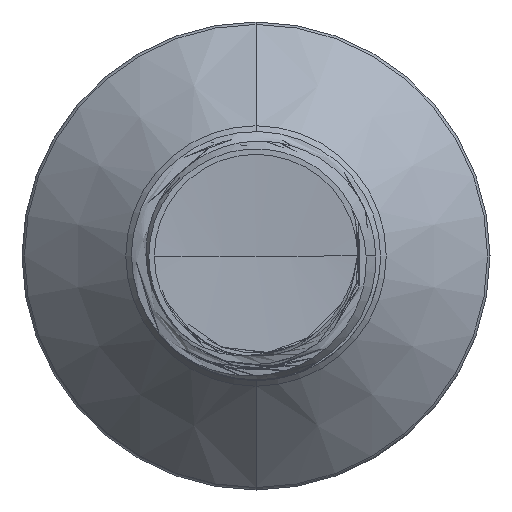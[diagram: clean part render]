
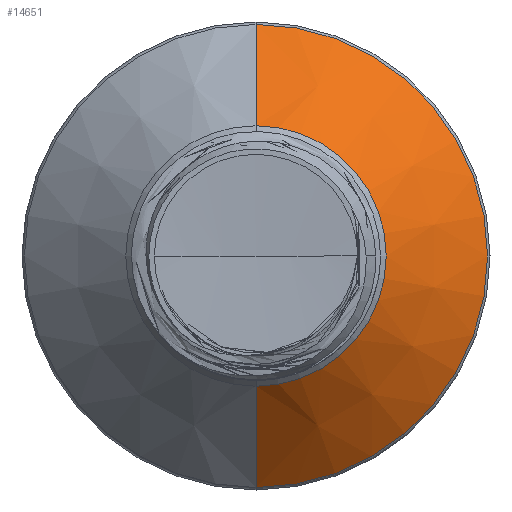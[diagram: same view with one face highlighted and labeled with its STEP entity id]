
A CAD part, front view. The second image highlights one B-rep face of the part: STEP entity #14651.
In plain terms, the highlighted conical face has half-angle 45 degrees and reference radius 1.308 mm.
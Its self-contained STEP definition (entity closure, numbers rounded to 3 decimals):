
#104 = AXIS2_PLACEMENT_3D ( 'NONE', #19033, #2968, #21723 ) ;
#1229 = CONICAL_SURFACE ( 'NONE', #1574, 1.308, 0.785 ) ;
#1574 = AXIS2_PLACEMENT_3D ( 'NONE', #15620, #28906, #18309 ) ;
#2968 = DIRECTION ( 'NONE',  ( 0., 1., 0. ) ) ;
#5079 = CARTESIAN_POINT ( 'NONE',  ( 0., 10.472, 0. ) ) ;
#5409 = VECTOR ( 'NONE', #11402, 1000. ) ;
#5907 = EDGE_LOOP ( 'NONE', ( #23105, #16838, #10550, #24779 ) ) ;
#7748 = DIRECTION ( 'NONE',  ( 0., 0., 1. ) ) ;
#8671 = EDGE_CURVE ( 'NONE', #32273, #14936, #34099, .T. ) ;
#8710 = VECTOR ( 'NONE', #34826, 1000. ) ;
#8716 = CARTESIAN_POINT ( 'NONE',  ( 0., 9.455, 1.308 ) ) ;
#10113 = FACE_OUTER_BOUND ( 'NONE', #5907, .T. ) ;
#10384 = LINE ( 'NONE', #18718, #8710 ) ;
#10550 = ORIENTED_EDGE ( 'NONE', *, *, #8671, .F. ) ;
#11402 = DIRECTION ( 'NONE',  ( 0., 0.707, 0.707 ) ) ;
#14651 = ADVANCED_FACE ( 'NONE', ( #10113 ), #1229, .T. ) ;
#14832 = AXIS2_PLACEMENT_3D ( 'NONE', #5079, #23779, #7748 ) ;
#14936 = VERTEX_POINT ( 'NONE', #19002 ) ;
#15620 = CARTESIAN_POINT ( 'NONE',  ( 0., 9.455, 0. ) ) ;
#16002 = CARTESIAN_POINT ( 'NONE',  ( 0., 9.455, 1.308 ) ) ;
#16838 = ORIENTED_EDGE ( 'NONE', *, *, #26128, .T. ) ;
#18309 = DIRECTION ( 'NONE',  ( 0., 0., 1. ) ) ;
#18718 = CARTESIAN_POINT ( 'NONE',  ( 0., 9.455, -1.308 ) ) ;
#18807 = LINE ( 'NONE', #8716, #5409 ) ;
#19002 = CARTESIAN_POINT ( 'NONE',  ( 0., 10.472, -2.325 ) ) ;
#19033 = CARTESIAN_POINT ( 'NONE',  ( 0., 9.455, 0. ) ) ;
#21723 = DIRECTION ( 'NONE',  ( 0., 0., 1. ) ) ;
#22904 = CARTESIAN_POINT ( 'NONE',  ( 0., 10.472, 2.325 ) ) ;
#23105 = ORIENTED_EDGE ( 'NONE', *, *, #32868, .T. ) ;
#23779 = DIRECTION ( 'NONE',  ( 0., 1., 0. ) ) ;
#24426 = CARTESIAN_POINT ( 'NONE',  ( 0., 9.455, -1.308 ) ) ;
#24779 = ORIENTED_EDGE ( 'NONE', *, *, #27701, .F. ) ;
#26128 = EDGE_CURVE ( 'NONE', #31391, #14936, #10384, .T. ) ;
#27701 = EDGE_CURVE ( 'NONE', #32956, #32273, #18807, .T. ) ;
#28793 = CIRCLE ( 'NONE', #104, 1.308 ) ;
#28906 = DIRECTION ( 'NONE',  ( 0., 1., 0. ) ) ;
#31391 = VERTEX_POINT ( 'NONE', #24426 ) ;
#32273 = VERTEX_POINT ( 'NONE', #22904 ) ;
#32868 = EDGE_CURVE ( 'NONE', #32956, #31391, #28793, .T. ) ;
#32956 = VERTEX_POINT ( 'NONE', #16002 ) ;
#34099 = CIRCLE ( 'NONE', #14832, 2.325 ) ;
#34826 = DIRECTION ( 'NONE',  ( 0., 0.707, -0.707 ) ) ;
